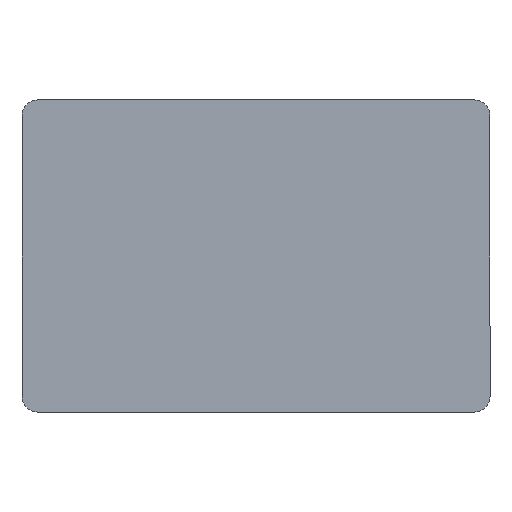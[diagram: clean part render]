
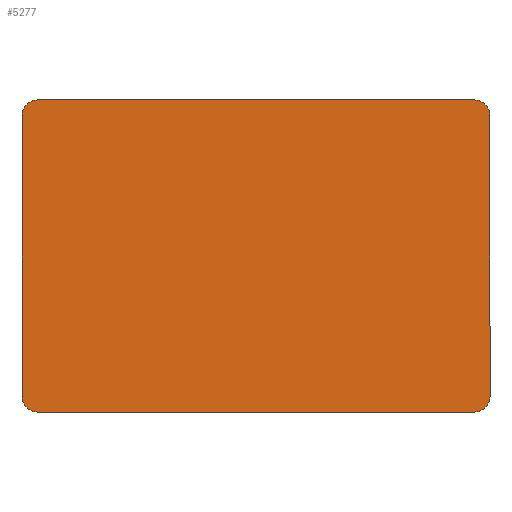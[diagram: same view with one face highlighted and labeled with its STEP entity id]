
A CAD part, front view. The second image highlights one B-rep face of the part: STEP entity #5277.
In plain terms, the highlighted planar face has unit normal (0, -1, 0).
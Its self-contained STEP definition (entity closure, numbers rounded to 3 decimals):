
#18 = ORIENTED_EDGE ( 'NONE', *, *, #7786, .T. ) ;
#47 = EDGE_CURVE ( 'NONE', #10394, #9756, #11027, .T. ) ;
#265 = AXIS2_PLACEMENT_3D ( 'NONE', #3965, #4416, #8905 ) ;
#361 = EDGE_CURVE ( 'NONE', #4127, #13602, #13091, .T. ) ;
#430 = EDGE_CURVE ( 'NONE', #10697, #568, #13442, .T. ) ;
#568 = VERTEX_POINT ( 'NONE', #4088 ) ;
#592 = CIRCLE ( 'NONE', #6790, 20. ) ;
#640 = CARTESIAN_POINT ( 'NONE',  ( -300., 0., 180. ) ) ;
#933 = VECTOR ( 'NONE', #1461, 1000. ) ;
#1461 = DIRECTION ( 'NONE',  ( 1., 0., 0. ) ) ;
#1551 = DIRECTION ( 'NONE',  ( 0., -1., 0. ) ) ;
#2200 = DIRECTION ( 'NONE',  ( 0., 0., 1. ) ) ;
#3060 = DIRECTION ( 'NONE',  ( 0., 0., 1. ) ) ;
#3202 = CARTESIAN_POINT ( 'NONE',  ( -280., 0., 180. ) ) ;
#3208 = CARTESIAN_POINT ( 'NONE',  ( -280., 0., -180. ) ) ;
#3354 = AXIS2_PLACEMENT_3D ( 'NONE', #3202, #1551, #8156 ) ;
#3462 = DIRECTION ( 'NONE',  ( -1., 0., 0. ) ) ;
#3488 = ORIENTED_EDGE ( 'NONE', *, *, #361, .T. ) ;
#3848 = DIRECTION ( 'NONE',  ( 0., 0., -1. ) ) ;
#3965 = CARTESIAN_POINT ( 'NONE',  ( 280., 0., -180. ) ) ;
#4088 = CARTESIAN_POINT ( 'NONE',  ( 300., 0., -180. ) ) ;
#4127 = VERTEX_POINT ( 'NONE', #11566 ) ;
#4416 = DIRECTION ( 'NONE',  ( 0., -1., 0. ) ) ;
#4487 = ORIENTED_EDGE ( 'NONE', *, *, #430, .F. ) ;
#5194 = DIRECTION ( 'NONE',  ( 0., -1., 0. ) ) ;
#5272 = VERTEX_POINT ( 'NONE', #640 ) ;
#5277 = ADVANCED_FACE ( 'NONE', ( #5482 ), #10447, .F. ) ;
#5482 = FACE_OUTER_BOUND ( 'NONE', #15126, .T. ) ;
#5723 = ORIENTED_EDGE ( 'NONE', *, *, #47, .F. ) ;
#5810 = VECTOR ( 'NONE', #3848, 1000. ) ;
#6566 = CARTESIAN_POINT ( 'NONE',  ( 280., 0., -200. ) ) ;
#6700 = LINE ( 'NONE', #7259, #12587 ) ;
#6790 = AXIS2_PLACEMENT_3D ( 'NONE', #15119, #5194, #8094 ) ;
#6932 = DIRECTION ( 'NONE',  ( 0., 0., 1. ) ) ;
#7226 = CIRCLE ( 'NONE', #265, 20. ) ;
#7259 = CARTESIAN_POINT ( 'NONE',  ( -300., 0., -200. ) ) ;
#7269 = ORIENTED_EDGE ( 'NONE', *, *, #14311, .F. ) ;
#7786 = EDGE_CURVE ( 'NONE', #12920, #568, #7226, .T. ) ;
#7800 = EDGE_CURVE ( 'NONE', #10394, #5272, #13472, .T. ) ;
#8094 = DIRECTION ( 'NONE',  ( 0., 0., 1. ) ) ;
#8156 = DIRECTION ( 'NONE',  ( 0., 0., 1. ) ) ;
#8311 = CARTESIAN_POINT ( 'NONE',  ( -280., 0., -200. ) ) ;
#8356 = CARTESIAN_POINT ( 'NONE',  ( 280., 0., 200. ) ) ;
#8905 = DIRECTION ( 'NONE',  ( 0., 0., 1. ) ) ;
#9173 = VECTOR ( 'NONE', #2200, 1000. ) ;
#9210 = DIRECTION ( 'NONE',  ( 0., 1., 0. ) ) ;
#9474 = CARTESIAN_POINT ( 'NONE',  ( -300., 0., -200. ) ) ;
#9756 = VERTEX_POINT ( 'NONE', #8356 ) ;
#9958 = AXIS2_PLACEMENT_3D ( 'NONE', #15417, #9210, #3060 ) ;
#10011 = CARTESIAN_POINT ( 'NONE',  ( -280., 0., 200. ) ) ;
#10043 = CARTESIAN_POINT ( 'NONE',  ( -300., 0., 200. ) ) ;
#10236 = AXIS2_PLACEMENT_3D ( 'NONE', #3208, #11819, #6932 ) ;
#10394 = VERTEX_POINT ( 'NONE', #10011 ) ;
#10447 = PLANE ( 'NONE',  #9958 ) ;
#10697 = VERTEX_POINT ( 'NONE', #15858 ) ;
#10935 = EDGE_CURVE ( 'NONE', #10697, #9756, #592, .T. ) ;
#11027 = LINE ( 'NONE', #10043, #933 ) ;
#11566 = CARTESIAN_POINT ( 'NONE',  ( -300., 0., -180. ) ) ;
#11819 = DIRECTION ( 'NONE',  ( 0., -1., 0. ) ) ;
#12462 = CARTESIAN_POINT ( 'NONE',  ( 300., 0., -200. ) ) ;
#12587 = VECTOR ( 'NONE', #3462, 1000. ) ;
#12678 = ORIENTED_EDGE ( 'NONE', *, *, #13432, .F. ) ;
#12920 = VERTEX_POINT ( 'NONE', #6566 ) ;
#13091 = CIRCLE ( 'NONE', #10236, 20. ) ;
#13432 = EDGE_CURVE ( 'NONE', #4127, #5272, #15511, .T. ) ;
#13442 = LINE ( 'NONE', #12462, #5810 ) ;
#13472 = CIRCLE ( 'NONE', #3354, 20. ) ;
#13602 = VERTEX_POINT ( 'NONE', #8311 ) ;
#13866 = ORIENTED_EDGE ( 'NONE', *, *, #10935, .T. ) ;
#14311 = EDGE_CURVE ( 'NONE', #12920, #13602, #6700, .T. ) ;
#15119 = CARTESIAN_POINT ( 'NONE',  ( 280., 0., 180. ) ) ;
#15126 = EDGE_LOOP ( 'NONE', ( #12678, #3488, #7269, #18, #4487, #13866, #5723, #15885 ) ) ;
#15417 = CARTESIAN_POINT ( 'NONE',  ( 0., 0., 0. ) ) ;
#15511 = LINE ( 'NONE', #9474, #9173 ) ;
#15858 = CARTESIAN_POINT ( 'NONE',  ( 300., 0., 180. ) ) ;
#15885 = ORIENTED_EDGE ( 'NONE', *, *, #7800, .T. ) ;
